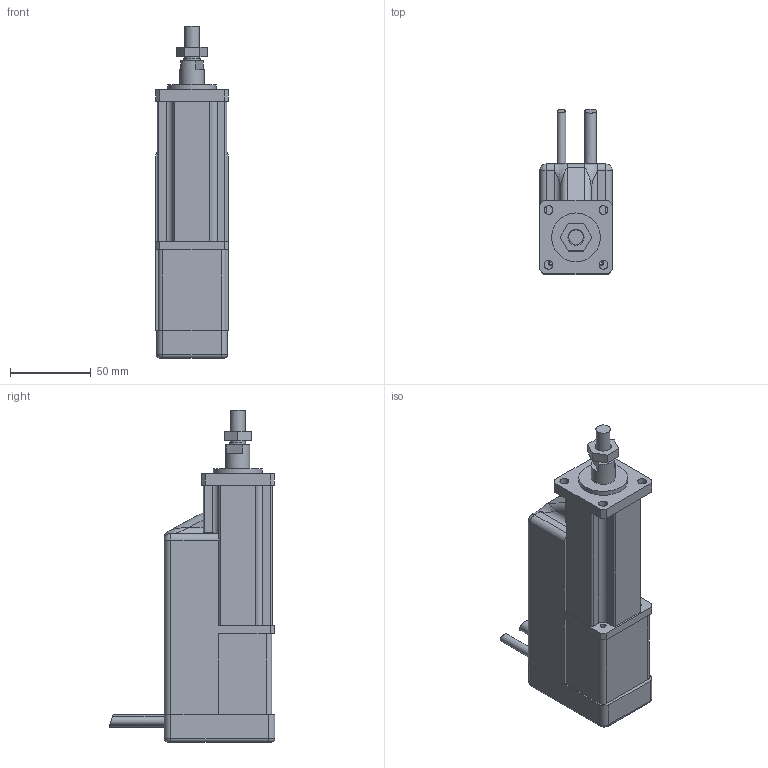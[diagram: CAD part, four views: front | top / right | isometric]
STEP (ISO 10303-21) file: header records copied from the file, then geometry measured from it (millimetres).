
FILE_DESCRIPTION(/* description */ ('Alibre Inc.'),/* implementation_level */ '2;1');
FILE_NAME(/* name */ 'export0',/* time_stamp */ '2005-08-30T11:46:21-04:00',/* author */ (''),/* organization */ (''),/* preprocessor_version */ 'ST-DEVELOPER v10',/* originating_system */ 'Alibre',/* authorisation */ '');
FILE_SCHEMA (('CONFIG_CONTROL_DESIGN'));
Length unit declared in the file: centimetre
Products named in the file (4): ID_1; ID_2; ID_3
Bounding box: 45 x 102.67 x 205.5 mm (x, y, z)
Volume: 474615.6 mm3; surface area: 58927 mm2
Topology: 3 solids, 3 shells, 147 faces, 369 edges, 232 vertices
Faces by surface type: plane 76, cylinder 57, sphere 4, torus 4, cone 4, bspline 2
Full cylindrical faces by diameter (mm): 2.459 x3, 2.5 x1, 3.5 x2, 5 x1, 5.5 x5, 7.5 x1, 9 x1, 10 x2, 15 x1, 22 x1, 30.159 x1
Entity records: 4749 total; most frequent: CARTESIAN_POINT 1022, ORIENTED_EDGE 666, DIRECTION 645, EDGE_CURVE 333, AXIS2_PLACEMENT_3D 262, VERTEX_POINT 227, FACE_BOUND 196, VECTOR 195
